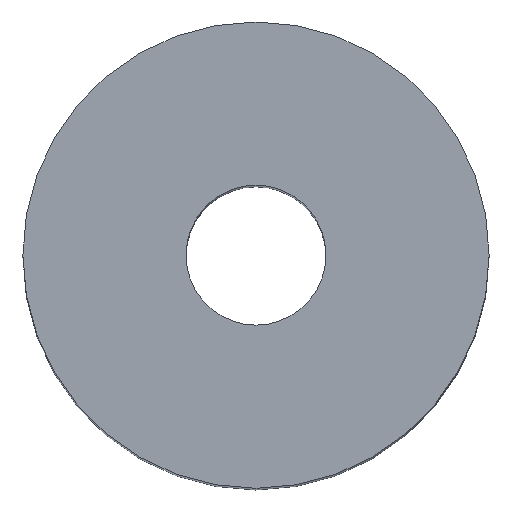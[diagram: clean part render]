
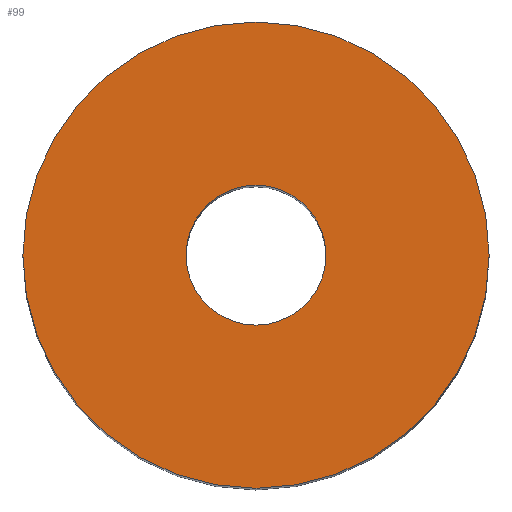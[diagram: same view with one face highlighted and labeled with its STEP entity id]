
A CAD part, top view. The second image highlights one B-rep face of the part: STEP entity #99.
In plain terms, the highlighted planar face has unit normal (0, 0, 1).
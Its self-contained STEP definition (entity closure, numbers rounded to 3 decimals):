
#95=PLANE('',#146);
#99=ADVANCED_FACE('',(#107,#108),#95,.T.);
#107=FACE_BOUND('',#115,.T.);
#108=FACE_BOUND('',#116,.T.);
#115=EDGE_LOOP('',(#123));
#116=EDGE_LOOP('',(#124));
#123=ORIENTED_EDGE('',*,*,#131,.T.);
#124=ORIENTED_EDGE('',*,*,#133,.F.);
#127=VERTEX_POINT('',#168);
#129=VERTEX_POINT('',#173);
#131=EDGE_CURVE('',#127,#127,#135,.T.);
#133=EDGE_CURVE('',#129,#129,#137,.T.);
#135=CIRCLE('',#140,10.);
#137=CIRCLE('',#143,3.);
#140=AXIS2_PLACEMENT_3D('',#167,#150,#151);
#143=AXIS2_PLACEMENT_3D('',#172,#156,#157);
#146=AXIS2_PLACEMENT_3D('',#177,#162,#163);
#150=DIRECTION('',(0.,0.,1.));
#151=DIRECTION('',(1.,0.,0.));
#156=DIRECTION('',(0.,0.,1.));
#157=DIRECTION('',(1.,0.,0.));
#162=DIRECTION('',(0.,0.,1.));
#163=DIRECTION('',(1.,0.,0.));
#167=CARTESIAN_POINT('',(0.,0.,42.));
#168=CARTESIAN_POINT('',(10.,0.,42.));
#172=CARTESIAN_POINT('',(0.,0.,42.));
#173=CARTESIAN_POINT('',(3.,0.,42.));
#177=CARTESIAN_POINT('',(0.,0.,42.));
